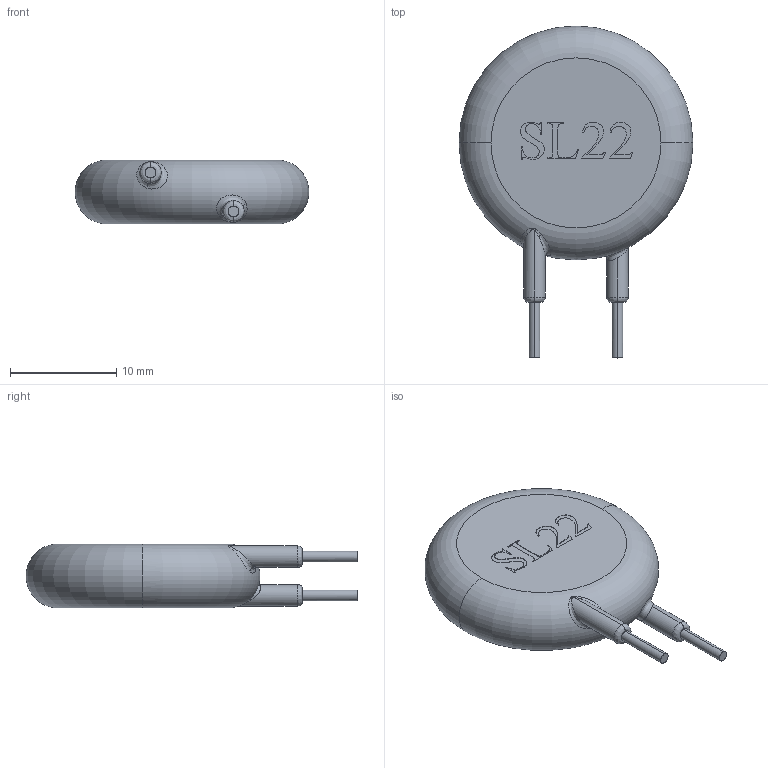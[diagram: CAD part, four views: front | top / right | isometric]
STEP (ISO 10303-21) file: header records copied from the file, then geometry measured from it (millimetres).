
FILE_DESCRIPTION (( 'STEP AP214' ), '1' );
FILE_NAME ('User Library-SL22.STEP', '2021-07-01T23:34:26', ( '' ), ( '' ), 'SwSTEP 2.0', 'SolidWorks 2021', '' );
FILE_SCHEMA (( 'AUTOMOTIVE_DESIGN' ));
Length unit declared in the file: millimetre
Products named in the file (1): User Library-SL22
Bounding box: 22 x 31.22 x 6 mm (x, y, z)
Volume: 2072.3 mm3; surface area: 1088.4 mm2
Topology: 1 solids, 1 shells, 99 faces, 265 edges, 174 vertices
Faces by surface type: bspline 51, plane 38, cylinder 8, torus 2
Entity records: 6818 total; most frequent: CARTESIAN_POINT 4459, ORIENTED_EDGE 530, EDGE_CURVE 265, DIRECTION 259, VERTEX_POINT 174, VECTOR 141, LINE 141, B_SPLINE_CURVE_WITH_KNOTS 114
